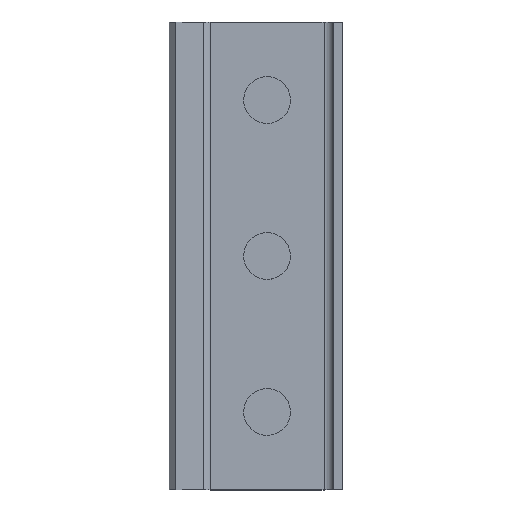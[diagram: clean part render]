
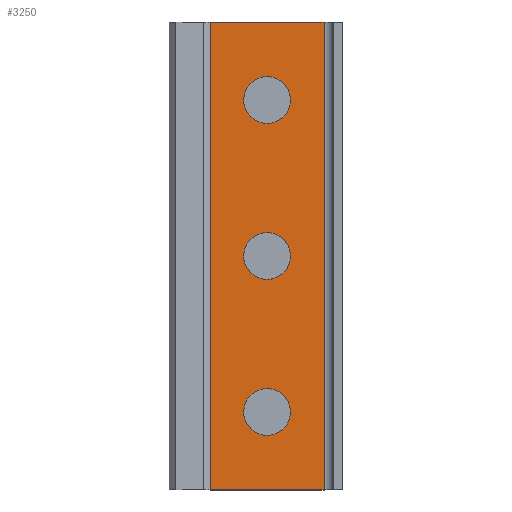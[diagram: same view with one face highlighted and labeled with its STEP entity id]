
A CAD part, top view. The second image highlights one B-rep face of the part: STEP entity #3250.
In plain terms, the highlighted free-form (B-spline) face has degree [1, 1] with [2, 2] control points.
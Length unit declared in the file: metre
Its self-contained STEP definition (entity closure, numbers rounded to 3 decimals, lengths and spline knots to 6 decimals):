
#2420 = CARTESIAN_POINT ('', (-12.171573, -50., 0.));
#2430 = VERTEX_POINT ('', #2420);
#2440 = CARTESIAN_POINT ('', (12.171573, -50., 0.));
#2450 = VERTEX_POINT ('', #2440);
#2460 = CARTESIAN_POINT ('', (-12.171573, -50., 0.));
#2470 = CARTESIAN_POINT ('', (12.171573, -50., 0.));
#2480 = B_SPLINE_CURVE_WITH_KNOTS ('', 1, (#2460, #2470), .UNSPECIFIED., .F., .U., (2, 2), (0., 1.), .UNSPECIFIED.);
#2490 = EDGE_CURVE ('', #2430, #2450, #2480, .T.);
#2500 = ORIENTED_EDGE ('', *, *, #2490, .T.);
#2510 = CARTESIAN_POINT ('', (12.171573, 50., 0.));
#2520 = VERTEX_POINT ('', #2510);
#2530 = CARTESIAN_POINT ('', (12.171573, -50., 0.));
#2540 = CARTESIAN_POINT ('', (12.171573, 50., 0.));
#2550 = B_SPLINE_CURVE_WITH_KNOTS ('', 1, (#2530, #2540), .UNSPECIFIED., .F., .U., (2, 2), (0., 1.), .UNSPECIFIED.);
#2560 = EDGE_CURVE ('', #2450, #2520, #2550, .T.);
#2570 = ORIENTED_EDGE ('', *, *, #2560, .T.);
#2580 = CARTESIAN_POINT ('', (-12.171573, 50., 0.));
#2590 = VERTEX_POINT ('', #2580);
#2600 = CARTESIAN_POINT ('', (-12.171573, 50., 0.));
#2610 = CARTESIAN_POINT ('', (12.171573, 50., 0.));
#2620 = B_SPLINE_CURVE_WITH_KNOTS ('', 1, (#2600, #2610), .UNSPECIFIED., .F., .U., (2, 2), (0., 1.), .UNSPECIFIED.);
#2630 = EDGE_CURVE ('', #2590, #2520, #2620, .T.);
#2640 = ORIENTED_EDGE ('', *, *, #2630, .F.);
#2650 = CARTESIAN_POINT ('', (-12.171573, -50., 0.));
#2660 = CARTESIAN_POINT ('', (-12.171573, 50., 0.));
#2670 = B_SPLINE_CURVE_WITH_KNOTS ('', 1, (#2650, #2660), .UNSPECIFIED., .F., .U., (2, 2), (0., 1.), .UNSPECIFIED.);
#2680 = EDGE_CURVE ('', #2430, #2590, #2670, .T.);
#2690 = ORIENTED_EDGE ('', *, *, #2680, .F.);
#2700 = EDGE_LOOP ('', (#2500, #2570, #2640, #2690));
#2710 = FACE_OUTER_BOUND ('', #2700, .T.);
#2720 = CARTESIAN_POINT ('', (0., 28.333333, 0.));
#2730 = VERTEX_POINT ('', #2720);
#2740 = CARTESIAN_POINT ('', (0., 28.333333, 0.));
#2750 = CARTESIAN_POINT ('', (-5., 28.333333, 0.));
#2760 = CARTESIAN_POINT ('', (-5., 33.333333, 0.));
#2770 = CARTESIAN_POINT ('', (-5., 38.333333, 0.));
#2780 = CARTESIAN_POINT ('', (0., 38.333333, 0.));
#2790 = CARTESIAN_POINT ('', (5., 38.333333, 0.));
#2800 = CARTESIAN_POINT ('', (5., 33.333333, 0.));
#2810 = CARTESIAN_POINT ('', (5., 28.333333, 0.));
#2820 = CARTESIAN_POINT ('', (0., 28.333333, 0.));
#2830 = (
   BOUNDED_CURVE ()
   B_SPLINE_CURVE (2, (#2740, #2750, #2760, #2770, #2780, #2790, #2800, #2810, #2820), .UNSPECIFIED., .T., .U.)
   B_SPLINE_CURVE_WITH_KNOTS ((3, 2, 2, 2, 3), (0., 0.25, 0.5, 0.75, 1.), .UNSPECIFIED.)
   CURVE ()
   GEOMETRIC_REPRESENTATION_ITEM ()
   RATIONAL_B_SPLINE_CURVE ((1., 0.707, 1., 0.707, 1., 0.707, 1., 0.707, 1.))
   REPRESENTATION_ITEM ('')
);
#2840 = EDGE_CURVE ('', #2730, #2730, #2830, .T.);
#2850 = ORIENTED_EDGE ('', *, *, #2840, .T.);
#2860 = EDGE_LOOP ('', (#2850));
#2870 = FACE_BOUND ('', #2860, .T.);
#2880 = CARTESIAN_POINT ('', (0., -5., 0.));
#2890 = VERTEX_POINT ('', #2880);
#2900 = CARTESIAN_POINT ('', (0., -5., 0.));
#2910 = CARTESIAN_POINT ('', (-5., -5., 0.));
#2920 = CARTESIAN_POINT ('', (-5., 0., 0.));
#2930 = CARTESIAN_POINT ('', (-5., 5., 0.));
#2940 = CARTESIAN_POINT ('', (0., 5., 0.));
#2950 = CARTESIAN_POINT ('', (5., 5., 0.));
#2960 = CARTESIAN_POINT ('', (5., 0., 0.));
#2970 = CARTESIAN_POINT ('', (5., -5., 0.));
#2980 = CARTESIAN_POINT ('', (0., -5., 0.));
#2990 = (
   BOUNDED_CURVE ()
   B_SPLINE_CURVE (2, (#2900, #2910, #2920, #2930, #2940, #2950, #2960, #2970, #2980), .UNSPECIFIED., .T., .U.)
   B_SPLINE_CURVE_WITH_KNOTS ((3, 2, 2, 2, 3), (0., 0.25, 0.5, 0.75, 1.), .UNSPECIFIED.)
   CURVE ()
   GEOMETRIC_REPRESENTATION_ITEM ()
   RATIONAL_B_SPLINE_CURVE ((1., 0.707, 1., 0.707, 1., 0.707, 1., 0.707, 1.))
   REPRESENTATION_ITEM ('')
);
#3000 = EDGE_CURVE ('', #2890, #2890, #2990, .T.);
#3010 = ORIENTED_EDGE ('', *, *, #3000, .T.);
#3020 = EDGE_LOOP ('', (#3010));
#3030 = FACE_BOUND ('', #3020, .T.);
#3040 = CARTESIAN_POINT ('', (0., -38.333333, 0.));
#3050 = VERTEX_POINT ('', #3040);
#3060 = CARTESIAN_POINT ('', (0., -38.333333, 0.));
#3070 = CARTESIAN_POINT ('', (-5., -38.333333, 0.));
#3080 = CARTESIAN_POINT ('', (-5., -33.333333, 0.));
#3090 = CARTESIAN_POINT ('', (-5., -28.333333, 0.));
#3100 = CARTESIAN_POINT ('', (0., -28.333333, 0.));
#3110 = CARTESIAN_POINT ('', (5., -28.333333, 0.));
#3120 = CARTESIAN_POINT ('', (5., -33.333333, 0.));
#3130 = CARTESIAN_POINT ('', (5., -38.333333, 0.));
#3140 = CARTESIAN_POINT ('', (0., -38.333333, 0.));
#3150 = (
   BOUNDED_CURVE ()
   B_SPLINE_CURVE (2, (#3060, #3070, #3080, #3090, #3100, #3110, #3120, #3130, #3140), .UNSPECIFIED., .T., .U.)
   B_SPLINE_CURVE_WITH_KNOTS ((3, 2, 2, 2, 3), (0., 0.25, 0.5, 0.75, 1.), .UNSPECIFIED.)
   CURVE ()
   GEOMETRIC_REPRESENTATION_ITEM ()
   RATIONAL_B_SPLINE_CURVE ((1., 0.707, 1., 0.707, 1., 0.707, 1., 0.707, 1.))
   REPRESENTATION_ITEM ('')
);
#3160 = EDGE_CURVE ('', #3050, #3050, #3150, .T.);
#3170 = ORIENTED_EDGE ('', *, *, #3160, .T.);
#3180 = EDGE_LOOP ('', (#3170));
#3190 = FACE_BOUND ('', #3180, .T.);
#3200 = CARTESIAN_POINT ('', (-12.171573, -50., 0.));
#3210 = CARTESIAN_POINT ('', (-12.171573, 50., 0.));
#3220 = CARTESIAN_POINT ('', (12.171573, -50., 0.));
#3230 = CARTESIAN_POINT ('', (12.171573, 50., 0.));
#3240 = B_SPLINE_SURFACE_WITH_KNOTS ('', 1, 1, ((#3200, #3210), (#3220, #3230)), .UNSPECIFIED., .F., .F., .U., (2, 2), (2, 2), (0., 1.), (0., 1.), .UNSPECIFIED.);
#3250 = ADVANCED_FACE ('', (#2710, #2870, #3030, #3190), #3240, .T.);
